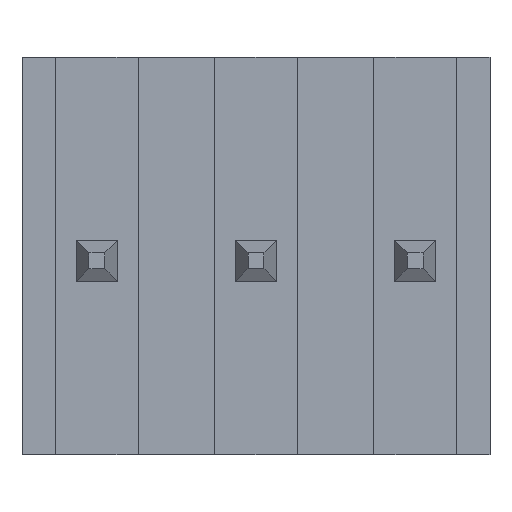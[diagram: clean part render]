
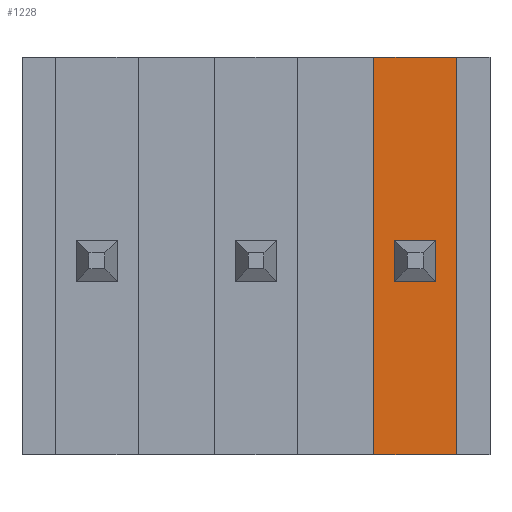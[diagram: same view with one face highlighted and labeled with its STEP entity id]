
A CAD part, front view. The second image highlights one B-rep face of the part: STEP entity #1228.
In plain terms, the highlighted planar face has unit normal (0, -1, 0).
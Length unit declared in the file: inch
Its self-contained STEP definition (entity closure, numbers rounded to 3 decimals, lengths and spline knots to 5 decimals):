
#33=DIRECTION('',(1.,0.,0.));
#34=VECTOR('',#33,0.052);
#35=CARTESIAN_POINT('',(0.074,-0.0375,0.125));
#36=LINE('',#35,#34);
#73=DIRECTION('',(0.,0.,1.));
#74=VECTOR('',#73,0.25);
#75=CARTESIAN_POINT('',(0.126,-0.0375,-0.125));
#76=LINE('',#75,#74);
#77=DIRECTION('',(0.,0.,-1.));
#78=VECTOR('',#77,0.25);
#79=CARTESIAN_POINT('',(0.074,-0.0375,0.125));
#80=LINE('',#79,#78);
#81=DIRECTION('',(0.,0.,-1.));
#82=VECTOR('',#81,0.026);
#83=CARTESIAN_POINT('',(0.087,-0.0375,0.01));
#84=LINE('',#83,#82);
#85=DIRECTION('',(1.,0.,0.));
#86=VECTOR('',#85,0.026);
#87=CARTESIAN_POINT('',(0.087,-0.0375,-0.016));
#88=LINE('',#87,#86);
#89=DIRECTION('',(0.,0.,-1.));
#90=VECTOR('',#89,0.026);
#91=CARTESIAN_POINT('',(0.113,-0.0375,0.01));
#92=LINE('',#91,#90);
#93=DIRECTION('',(1.,0.,0.));
#94=VECTOR('',#93,0.026);
#95=CARTESIAN_POINT('',(0.087,-0.0375,0.01));
#96=LINE('',#95,#94);
#161=DIRECTION('',(1.,0.,0.));
#162=VECTOR('',#161,0.052);
#163=CARTESIAN_POINT('',(0.074,-0.0375,-0.125));
#164=LINE('',#163,#162);
#1027=CARTESIAN_POINT('',(0.074,-0.0375,0.125));
#1028=CARTESIAN_POINT('',(0.126,-0.0375,0.125));
#1029=VERTEX_POINT('',#1027);
#1030=VERTEX_POINT('',#1028);
#1039=CARTESIAN_POINT('',(0.074,-0.0375,-0.125));
#1040=CARTESIAN_POINT('',(0.126,-0.0375,-0.125));
#1041=VERTEX_POINT('',#1039);
#1042=VERTEX_POINT('',#1040);
#1067=CARTESIAN_POINT('',(0.087,-0.0375,0.01));
#1068=CARTESIAN_POINT('',(0.087,-0.0375,-0.016));
#1069=VERTEX_POINT('',#1067);
#1070=VERTEX_POINT('',#1068);
#1071=CARTESIAN_POINT('',(0.113,-0.0375,0.01));
#1072=CARTESIAN_POINT('',(0.113,-0.0375,-0.016));
#1073=VERTEX_POINT('',#1071);
#1074=VERTEX_POINT('',#1072);
#1204=CARTESIAN_POINT('',(-0.147,-0.0375,0.));
#1205=DIRECTION('',(0.,-1.,0.));
#1206=DIRECTION('',(1.,0.,0.));
#1207=AXIS2_PLACEMENT_3D('',#1204,#1205,#1206);
#1208=PLANE('',#1207);
#1209=ORIENTED_EDGE('',*,*,#1170,.T.);
#1211=ORIENTED_EDGE('',*,*,#1210,.F.);
#1213=ORIENTED_EDGE('',*,*,#1212,.F.);
#1215=ORIENTED_EDGE('',*,*,#1214,.F.);
#1216=EDGE_LOOP('',(#1209,#1211,#1213,#1215));
#1217=FACE_OUTER_BOUND('',#1216,.F.);
#1219=ORIENTED_EDGE('',*,*,#1218,.T.);
#1221=ORIENTED_EDGE('',*,*,#1220,.T.);
#1223=ORIENTED_EDGE('',*,*,#1222,.F.);
#1225=ORIENTED_EDGE('',*,*,#1224,.F.);
#1226=EDGE_LOOP('',(#1219,#1221,#1223,#1225));
#1227=FACE_BOUND('',#1226,.F.);
#1228=ADVANCED_FACE('',(#1217,#1227),#1208,.T.);
#1170=EDGE_CURVE('',#1029,#1030,#36,.T.);
#1210=EDGE_CURVE('',#1042,#1030,#76,.T.);
#1212=EDGE_CURVE('',#1041,#1042,#164,.T.);
#1214=EDGE_CURVE('',#1029,#1041,#80,.T.);
#1218=EDGE_CURVE('',#1069,#1070,#84,.T.);
#1220=EDGE_CURVE('',#1070,#1074,#88,.T.);
#1222=EDGE_CURVE('',#1073,#1074,#92,.T.);
#1224=EDGE_CURVE('',#1069,#1073,#96,.T.);
